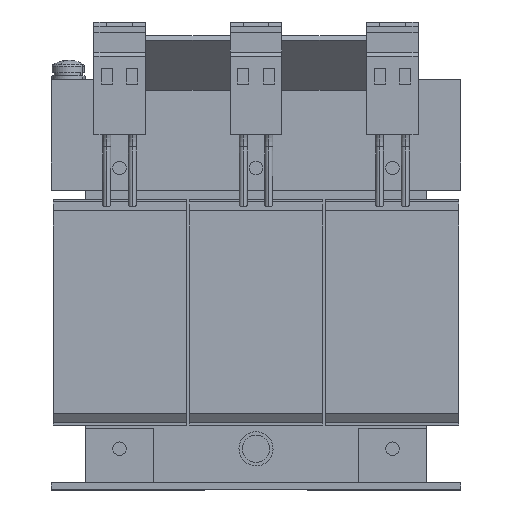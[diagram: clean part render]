
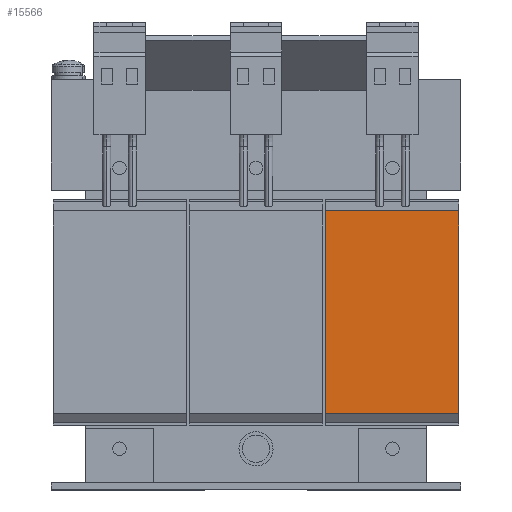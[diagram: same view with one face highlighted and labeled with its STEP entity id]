
A CAD part, top view. The second image highlights one B-rep face of the part: STEP entity #15566.
In plain terms, the highlighted planar face has unit normal (0, 0, 1).
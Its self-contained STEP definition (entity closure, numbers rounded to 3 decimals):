
#39 = CARTESIAN_POINT ( 'NONE',  ( 59.5, -30.85, 22.9 ) ) ;
#1761 = LINE ( 'NONE', #6489, #4130 ) ;
#3239 = EDGE_CURVE ( 'NONE', #17676, #13964, #6839, .T. ) ;
#3686 = CARTESIAN_POINT ( 'NONE',  ( 20.5, 28.55, 22.9 ) ) ;
#3754 = DIRECTION ( 'NONE',  ( 1., 0., 0. ) ) ;
#4087 = LINE ( 'NONE', #10360, #7395 ) ;
#4130 = VECTOR ( 'NONE', #12779, 1000. ) ;
#5849 = EDGE_CURVE ( 'NONE', #19020, #17676, #1761, .T. ) ;
#6489 = CARTESIAN_POINT ( 'NONE',  ( 20.5, 28.55, 22.9 ) ) ;
#6839 = LINE ( 'NONE', #17894, #18785 ) ;
#7202 = ORIENTED_EDGE ( 'NONE', *, *, #18205, .T. ) ;
#7395 = VECTOR ( 'NONE', #14341, 1000. ) ;
#7712 = CARTESIAN_POINT ( 'NONE',  ( 20.5, -30.85, 22.9 ) ) ;
#7739 = EDGE_CURVE ( 'NONE', #16746, #13964, #10587, .T. ) ;
#8522 = PLANE ( 'NONE',  #8774 ) ;
#8774 = AXIS2_PLACEMENT_3D ( 'NONE', #8945, #16798, #18030 ) ;
#8942 = DIRECTION ( 'NONE',  ( 0., 1., 0. ) ) ;
#8945 = CARTESIAN_POINT ( 'NONE',  ( 20.5, 28.55, 22.9 ) ) ;
#9090 = EDGE_LOOP ( 'NONE', ( #20231, #20047, #12671, #7202 ) ) ;
#10360 = CARTESIAN_POINT ( 'NONE',  ( 20.5, -30.85, 22.9 ) ) ;
#10402 = CARTESIAN_POINT ( 'NONE',  ( 59.5, 28.55, 22.9 ) ) ;
#10484 = FACE_OUTER_BOUND ( 'NONE', #9090, .T. ) ;
#10587 = LINE ( 'NONE', #15542, #12584 ) ;
#12584 = VECTOR ( 'NONE', #8942, 1000. ) ;
#12671 = ORIENTED_EDGE ( 'NONE', *, *, #5849, .F. ) ;
#12779 = DIRECTION ( 'NONE',  ( 0., 1., 0. ) ) ;
#13964 = VERTEX_POINT ( 'NONE', #10402 ) ;
#14341 = DIRECTION ( 'NONE',  ( 1., 0., 0. ) ) ;
#15542 = CARTESIAN_POINT ( 'NONE',  ( 59.5, 28.55, 22.9 ) ) ;
#15566 = ADVANCED_FACE ( 'NONE', ( #10484 ), #8522, .F. ) ;
#16746 = VERTEX_POINT ( 'NONE', #39 ) ;
#16798 = DIRECTION ( 'NONE',  ( 0., 0., -1. ) ) ;
#17676 = VERTEX_POINT ( 'NONE', #3686 ) ;
#17894 = CARTESIAN_POINT ( 'NONE',  ( 20.5, 28.55, 22.9 ) ) ;
#18030 = DIRECTION ( 'NONE',  ( -1., 0., 0. ) ) ;
#18205 = EDGE_CURVE ( 'NONE', #19020, #16746, #4087, .T. ) ;
#18785 = VECTOR ( 'NONE', #3754, 1000. ) ;
#19020 = VERTEX_POINT ( 'NONE', #7712 ) ;
#20047 = ORIENTED_EDGE ( 'NONE', *, *, #3239, .F. ) ;
#20231 = ORIENTED_EDGE ( 'NONE', *, *, #7739, .T. ) ;
